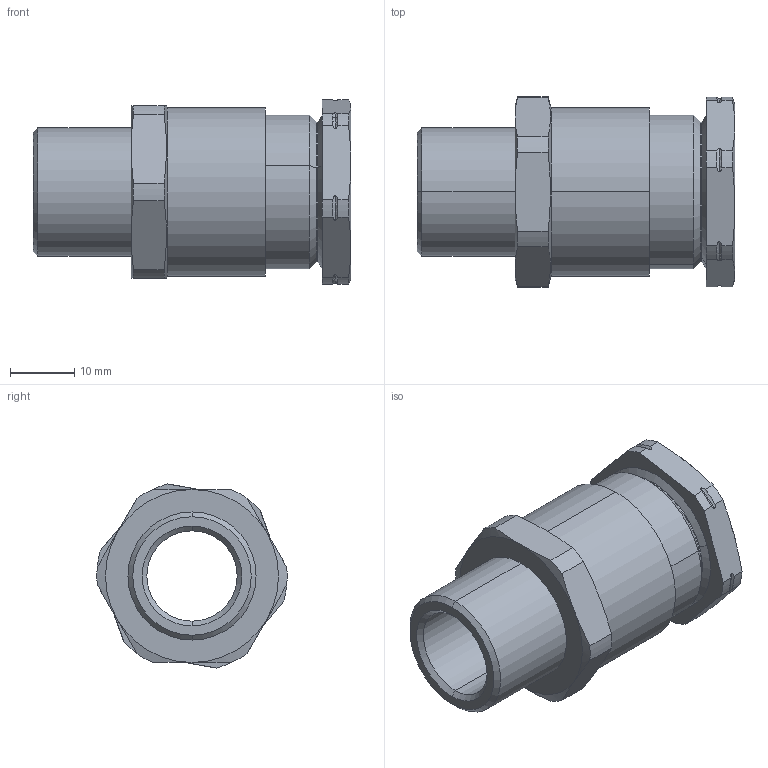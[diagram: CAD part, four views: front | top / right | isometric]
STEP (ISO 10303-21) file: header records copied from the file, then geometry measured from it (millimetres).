
FILE_DESCRIPTION (( 'STEP AP203' ), '1' );
FILE_NAME ('20LA2F(E)1001RA.STEP', '2021-06-15T12:13:11', ( '' ), ( '' ), 'SwSTEP 2.0', 'SolidWorks 2017', '' );
FILE_SCHEMA (( 'CONFIG_CONTROL_DESIGN' ));
Length unit declared in the file: millimetre
Products named in the file (1): 20LA2F(E)1001RA
Bounding box: 49.6 x 29.69 x 28.73 mm (x, y, z)
Volume: 14387.5 mm3; surface area: 7354.5 mm2
Topology: 1 solids, 1 shells, 84 faces, 208 edges, 130 vertices
Faces by surface type: cylinder 30, cone 22, plane 18, torus 14
Entity records: 2789 total; most frequent: CARTESIAN_POINT 751, ORIENTED_EDGE 416, DIRECTION 410, EDGE_CURVE 208, AXIS2_PLACEMENT_3D 173, VERTEX_POINT 130, EDGE_LOOP 90, CIRCLE 88
